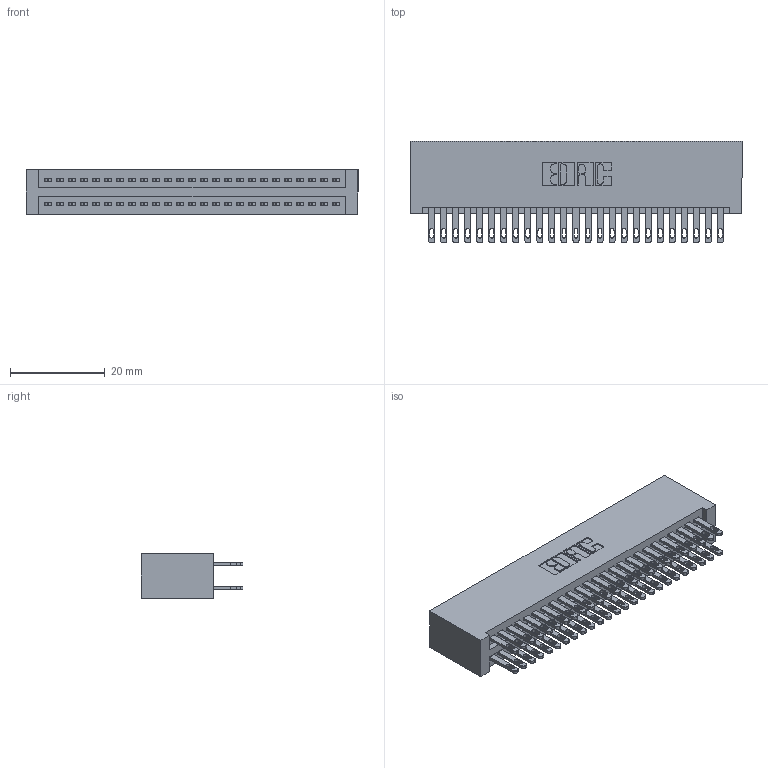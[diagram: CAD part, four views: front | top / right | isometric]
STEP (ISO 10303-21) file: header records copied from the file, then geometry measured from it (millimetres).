
FILE_DESCRIPTION (( 'STEP AP203' ), '1' );
FILE_NAME ('895-050-500-201.STEP', '2020-09-27T08:43:58', ( '' ), ( '' ), 'SwSTEP 2.0', 'SolidWorks 2020', '' );
FILE_SCHEMA (( 'CONFIG_CONTROL_DESIGN' ));
Length unit declared in the file: inch
Products named in the file (3): 845 Part_No Mounting Lugs; 345-292-001_345-293-100; 895-050-500-201
Assembly tree (51 placements, depth 2):
  895-050-500-201
    845 Part_No Mounting Lugs
    345-292-001_345-293-100  x50
Bounding box: 70.1 x 21.51 x 9.4 mm (x, y, z)
Volume: 7420.9 mm3; surface area: 11453.3 mm2
Topology: 51 solids, 51 shells, 2418 faces, 7367 edges, 4910 vertices
Faces by surface type: plane 1426, cylinder 992
Entity records: 21557 total; most frequent: CARTESIAN_POINT 3628, ORIENTED_EDGE 3562, DIRECTION 3217, EDGE_CURVE 1781, LINE 1553, VECTOR 1553, VERTEX_POINT 1186, AXIS2_PLACEMENT_3D 832
